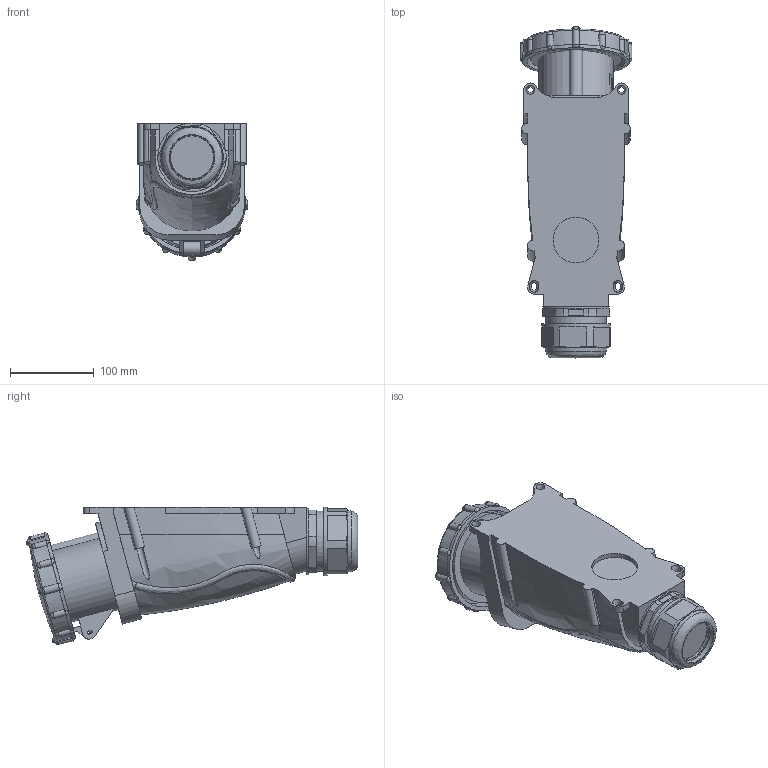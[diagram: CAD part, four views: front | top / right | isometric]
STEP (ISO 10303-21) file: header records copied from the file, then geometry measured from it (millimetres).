
FILE_DESCRIPTION (( 'STEP AP203' ), '1' );
FILE_NAME ('PSN12-125-5 Ðîçåòêà ñòàöèîíàðíàÿ ÑÑÈ-145 125À-6÷_200_346-240_415Â 3Ð+ÐÅ+N IP67 MAGNUM ÈÝÊ.STEP', '2016-11-11T10:54:42', ( '' ), ( '' ), 'SwSTEP 2.0', 'SolidWorks 2014', '' );
FILE_SCHEMA (( 'CONFIG_CONTROL_DESIGN' ));
Length unit declared in the file: millimetre
Products named in the file (1): PSN12-125-5 Ðîçåòêà ñòàöèîíàðíàÿ ÑÑÈ-145 125À-6÷_200_346-240_415Â 3Ð+ÐÅ+N IP67 MAGNUM ÈÝÊ
Bounding box: 133.97 x 397.35 x 164.99 mm (x, y, z)
Volume: 1286548.3 mm3; surface area: 447916.7 mm2
Topology: 2 solids, 2 shells, 734 faces, 1943 edges, 1243 vertices
Faces by surface type: plane 448, cylinder 158, bspline 59, torus 36, cone 31, sphere 2
Full cylindrical faces by diameter (mm): 3 x1, 7 x2, 9 x1, 10.35 x1, 11 x4, 14 x1, 15.5 x5, 24 x1, 52.7 x2, 53 x1, 55 x1, 72.001 x1, 78 x1, 80 x1, 82 x1, 104 x1, 112 x2, 113 x2, 116 x1, 118 x1
Entity records: 29760 total; most frequent: CARTESIAN_POINT 12375, ORIENTED_EDGE 3680, DIRECTION 3382, EDGE_CURVE 1840, VERTEX_POINT 1216, AXIS2_PLACEMENT_3D 1200, LINE 982, VECTOR 982
